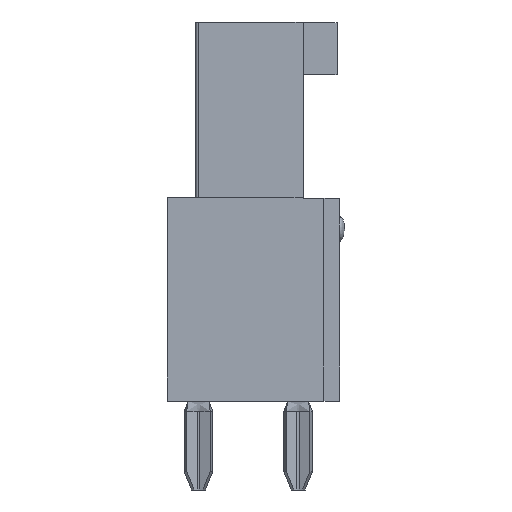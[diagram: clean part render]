
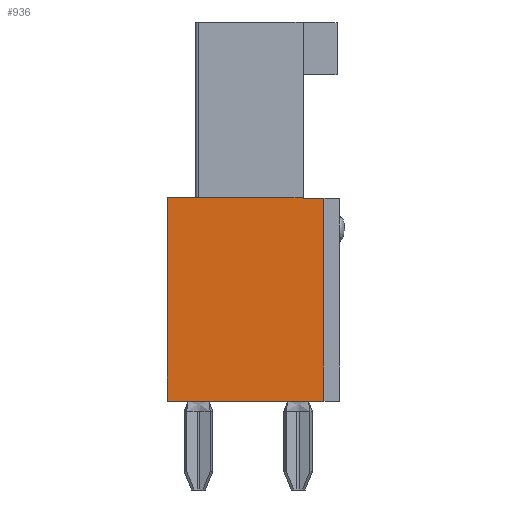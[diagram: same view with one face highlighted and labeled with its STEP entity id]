
A CAD part, left-side view. The second image highlights one B-rep face of the part: STEP entity #936.
In plain terms, the highlighted planar face has unit normal (-1, 0, 0).
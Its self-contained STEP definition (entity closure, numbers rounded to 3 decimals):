
#936 = ADVANCED_FACE( '', ( #2202 ), #2203, .F. );
#2202 = FACE_OUTER_BOUND( '', #3927, .T. );
#2203 = PLANE( '', #3928 );
#3927 = EDGE_LOOP( '', ( #6630, #6631, #6632, #6633, #6634, #6635 ) );
#3928 = AXIS2_PLACEMENT_3D( '', #6636, #6637, #6638 );
#6630 = ORIENTED_EDGE( '', *, *, #10401, .F. );
#6631 = ORIENTED_EDGE( '', *, *, #10908, .F. );
#6632 = ORIENTED_EDGE( '', *, *, #10954, .F. );
#6633 = ORIENTED_EDGE( '', *, *, #10665, .F. );
#6634 = ORIENTED_EDGE( '', *, *, #10955, .F. );
#6635 = ORIENTED_EDGE( '', *, *, #10956, .F. );
#6636 = CARTESIAN_POINT( '', ( -14.72, 0., 0. ) );
#6637 = DIRECTION( '', ( 1., 0., 0. ) );
#6638 = DIRECTION( '', ( 0., 0., -1. ) );
#10401 = EDGE_CURVE( '', #12613, #12615, #12616, .T. );
#10665 = EDGE_CURVE( '', #13061, #13055, #13063, .T. );
#10908 = EDGE_CURVE( '', #13442, #12613, #13444, .T. );
#10954 = EDGE_CURVE( '', #13055, #13442, #13514, .T. );
#10955 = EDGE_CURVE( '', #13515, #13061, #13516, .T. );
#10956 = EDGE_CURVE( '', #12615, #13515, #13517, .T. );
#12613 = VERTEX_POINT( '', #15858 );
#12615 = VERTEX_POINT( '', #15861 );
#12616 = LINE( '', #15862, #15863 );
#13055 = VERTEX_POINT( '', #16497 );
#13061 = VERTEX_POINT( '', #16506 );
#13063 = LINE( '', #16509, #16510 );
#13442 = VERTEX_POINT( '', #17083 );
#13444 = LINE( '', #17086, #17087 );
#13514 = LINE( '', #17196, #17197 );
#13515 = VERTEX_POINT( '', #17198 );
#13516 = LINE( '', #17199, #17200 );
#13517 = LINE( '', #17201, #17202 );
#15858 = CARTESIAN_POINT( '', ( -14.72, -2.7, -3.9 ) );
#15861 = CARTESIAN_POINT( '', ( -14.72, 3.3, -3.9 ) );
#15862 = CARTESIAN_POINT( '', ( -14.72, -2.7, -3.9 ) );
#15863 = VECTOR( '', #19653, 1000. );
#16497 = CARTESIAN_POINT( '', ( -14.72, -1.9, 3.85 ) );
#16506 = CARTESIAN_POINT( '', ( -14.72, -1.9, 3.9 ) );
#16509 = CARTESIAN_POINT( '', ( -14.72, -1.9, 3.9 ) );
#16510 = VECTOR( '', #19916, 1000. );
#17083 = CARTESIAN_POINT( '', ( -14.72, -2.7, 3.85 ) );
#17086 = CARTESIAN_POINT( '', ( -14.72, -2.7, 3.85 ) );
#17087 = VECTOR( '', #20143, 1000. );
#17196 = CARTESIAN_POINT( '', ( -14.72, -1.9, 3.85 ) );
#17197 = VECTOR( '', #20180, 1000. );
#17198 = CARTESIAN_POINT( '', ( -14.72, 3.3, 3.9 ) );
#17199 = CARTESIAN_POINT( '', ( -14.72, 3.3, 3.9 ) );
#17200 = VECTOR( '', #20181, 1000. );
#17201 = CARTESIAN_POINT( '', ( -14.72, 3.3, -3.9 ) );
#17202 = VECTOR( '', #20182, 1000. );
#19653 = DIRECTION( '', ( 0., 1., 0. ) );
#19916 = DIRECTION( '', ( 0., 0., -1. ) );
#20143 = DIRECTION( '', ( 0., 0., -1. ) );
#20180 = DIRECTION( '', ( 0., -1., 0. ) );
#20181 = DIRECTION( '', ( 0., -1., 0. ) );
#20182 = DIRECTION( '', ( 0., 0., 1. ) );
